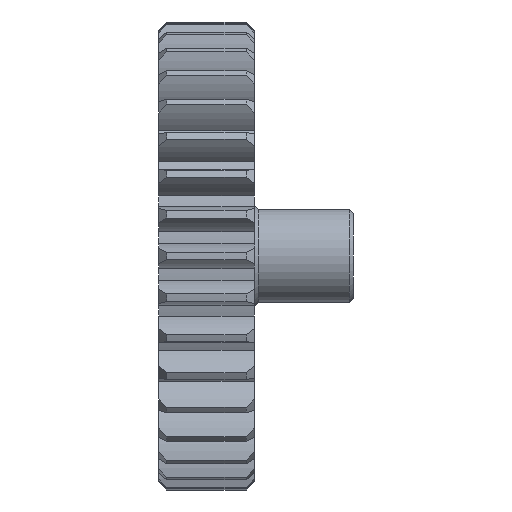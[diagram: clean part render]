
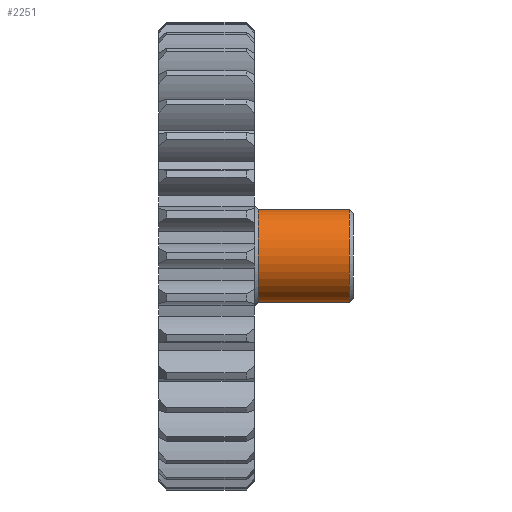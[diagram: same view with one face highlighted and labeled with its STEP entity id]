
A CAD part, front view. The second image highlights one B-rep face of the part: STEP entity #2251.
In plain terms, the highlighted cylindrical face has radius 3 mm (diameter 6 mm), a partial arc.
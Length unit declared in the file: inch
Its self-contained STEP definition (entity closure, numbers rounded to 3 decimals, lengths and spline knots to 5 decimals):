
#32 = CARTESIAN_POINT ( 'NONE',  ( 0.48122, -0.025, -0.11543 ) ) ;
#424 = DIRECTION ( 'NONE',  ( -1., 0., 0. ) ) ;
#723 = DIRECTION ( 'NONE',  ( -1., 0., 0. ) ) ;
#792 = VERTEX_POINT ( 'NONE', #6556 ) ;
#1395 = DIRECTION ( 'NONE',  ( 1., 0., 0. ) ) ;
#1547 = EDGE_CURVE ( 'NONE', #792, #1754, #5256, .T. ) ;
#1754 = VERTEX_POINT ( 'NONE', #3977 ) ;
#2119 = FACE_OUTER_BOUND ( 'NONE', #7480, .T. ) ;
#2236 = ORIENTED_EDGE ( 'NONE', *, *, #4888, .T. ) ;
#2251 = ADVANCED_FACE ( 'NONE', ( #2119 ), #5259, .T. ) ;
#3235 = CARTESIAN_POINT ( 'NONE',  ( 0.47122, 0., 0. ) ) ;
#3475 = CARTESIAN_POINT ( 'NONE',  ( 0.47122, -0.025, 0.11543 ) ) ;
#3480 = LINE ( 'NONE', #5092, #8108 ) ;
#3583 = AXIS2_PLACEMENT_3D ( 'NONE', #3235, #7657, #3880 ) ;
#3880 = DIRECTION ( 'NONE',  ( 0., 0., -1. ) ) ;
#3931 = EDGE_CURVE ( 'NONE', #792, #7085, #4940, .T. ) ;
#3938 = EDGE_CURVE ( 'NONE', #4259, #1754, #6633, .T. ) ;
#3977 = CARTESIAN_POINT ( 'NONE',  ( 0.24622, -0.025, -0.11543 ) ) ;
#4046 = ORIENTED_EDGE ( 'NONE', *, *, #3938, .T. ) ;
#4259 = VERTEX_POINT ( 'NONE', #7761 ) ;
#4396 = DIRECTION ( 'NONE',  ( -1., 0., 0. ) ) ;
#4850 = AXIS2_PLACEMENT_3D ( 'NONE', #5142, #1395, #5767 ) ;
#4888 = EDGE_CURVE ( 'NONE', #7085, #4259, #3480, .T. ) ;
#4940 = CIRCLE ( 'NONE', #3583, 0.11811 ) ;
#5029 = AXIS2_PLACEMENT_3D ( 'NONE', #6696, #424, #6052 ) ;
#5062 = VECTOR ( 'NONE', #4396, 39.37008 ) ;
#5067 = ORIENTED_EDGE ( 'NONE', *, *, #1547, .F. ) ;
#5092 = CARTESIAN_POINT ( 'NONE',  ( 0.48122, -0.025, 0.11543 ) ) ;
#5142 = CARTESIAN_POINT ( 'NONE',  ( 0.24622, 0., 0. ) ) ;
#5256 = LINE ( 'NONE', #32, #5062 ) ;
#5259 = CYLINDRICAL_SURFACE ( 'NONE', #5029, 0.11811 ) ;
#5767 = DIRECTION ( 'NONE',  ( 0., 0., 1. ) ) ;
#6052 = DIRECTION ( 'NONE',  ( 0., 0., 1. ) ) ;
#6556 = CARTESIAN_POINT ( 'NONE',  ( 0.47122, -0.025, -0.11543 ) ) ;
#6633 = CIRCLE ( 'NONE', #4850, 0.11811 ) ;
#6696 = CARTESIAN_POINT ( 'NONE',  ( 0.48122, 0., 0. ) ) ;
#7085 = VERTEX_POINT ( 'NONE', #3475 ) ;
#7416 = ORIENTED_EDGE ( 'NONE', *, *, #3931, .T. ) ;
#7480 = EDGE_LOOP ( 'NONE', ( #2236, #4046, #5067, #7416 ) ) ;
#7657 = DIRECTION ( 'NONE',  ( -1., 0., 0. ) ) ;
#7761 = CARTESIAN_POINT ( 'NONE',  ( 0.24622, -0.025, 0.11543 ) ) ;
#8108 = VECTOR ( 'NONE', #723, 39.37008 ) ;
